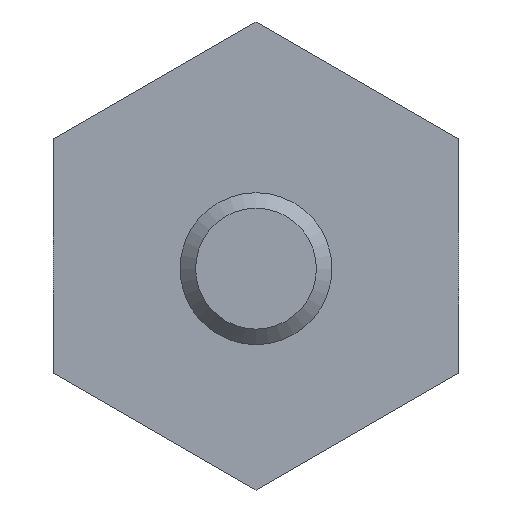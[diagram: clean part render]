
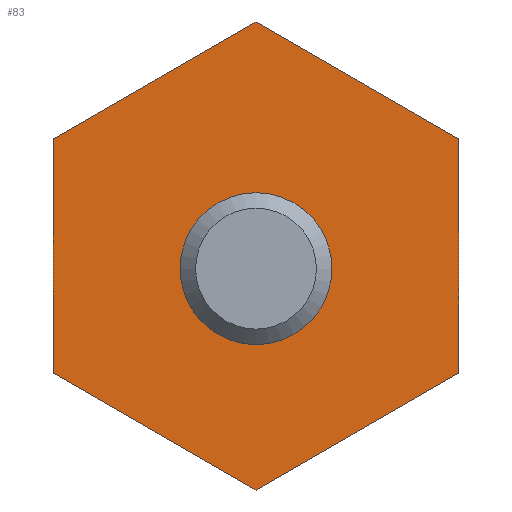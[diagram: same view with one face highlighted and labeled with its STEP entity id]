
A CAD part, front view. The second image highlights one B-rep face of the part: STEP entity #83.
In plain terms, the highlighted planar face has unit normal (0, -1, 0).
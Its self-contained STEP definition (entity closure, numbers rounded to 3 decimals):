
#83 = ADVANCED_FACE( '', ( #170, #171 ), #172, .F. );
#170 = FACE_BOUND( '', #255, .T. );
#171 = FACE_OUTER_BOUND( '', #256, .T. );
#172 = PLANE( '', #257 );
#255 = EDGE_LOOP( '', ( #410 ) );
#256 = EDGE_LOOP( '', ( #411, #412, #413, #414, #415, #416 ) );
#257 = AXIS2_PLACEMENT_3D( '', #417, #418, #419 );
#410 = ORIENTED_EDGE( '', *, *, #464, .F. );
#411 = ORIENTED_EDGE( '', *, *, #504, .F. );
#412 = ORIENTED_EDGE( '', *, *, #470, .F. );
#413 = ORIENTED_EDGE( '', *, *, #513, .F. );
#414 = ORIENTED_EDGE( '', *, *, #501, .F. );
#415 = ORIENTED_EDGE( '', *, *, #506, .F. );
#416 = ORIENTED_EDGE( '', *, *, #483, .F. );
#417 = CARTESIAN_POINT( '', ( 0., -4.8, 0. ) );
#418 = DIRECTION( '', ( 0., 1., 0. ) );
#419 = DIRECTION( '', ( 0., 0., 1. ) );
#464 = EDGE_CURVE( '', #538, #538, #539, .F. );
#470 = EDGE_CURVE( '', #547, #549, #550, .T. );
#483 = EDGE_CURVE( '', #568, #570, #571, .T. );
#501 = EDGE_CURVE( '', #595, #597, #598, .T. );
#504 = EDGE_CURVE( '', #549, #568, #601, .T. );
#506 = EDGE_CURVE( '', #570, #595, #603, .T. );
#513 = EDGE_CURVE( '', #597, #547, #611, .T. );
#538 = VERTEX_POINT( '', #644 );
#539 = CIRCLE( '', #645, 2.2 );
#547 = VERTEX_POINT( '', #654 );
#549 = VERTEX_POINT( '', #657 );
#550 = LINE( '', #658, #659 );
#568 = VERTEX_POINT( '', #683 );
#570 = VERTEX_POINT( '', #686 );
#571 = LINE( '', #687, #688 );
#595 = VERTEX_POINT( '', #720 );
#597 = VERTEX_POINT( '', #723 );
#598 = LINE( '', #724, #725 );
#601 = LINE( '', #729, #730 );
#603 = LINE( '', #732, #733 );
#611 = LINE( '', #744, #745 );
#644 = CARTESIAN_POINT( '', ( 0., -4.8, 2.2 ) );
#645 = AXIS2_PLACEMENT_3D( '', #764, #765, #766 );
#654 = CARTESIAN_POINT( '', ( 0., -4.8, -8.738 ) );
#657 = CARTESIAN_POINT( '', ( -8., -4.8, -4.119 ) );
#658 = CARTESIAN_POINT( '', ( 0., -4.8, -8.738 ) );
#659 = VECTOR( '', #772, 1000. );
#683 = CARTESIAN_POINT( '', ( -8., -4.8, 5.119 ) );
#686 = CARTESIAN_POINT( '', ( 0., -4.8, 9.738 ) );
#687 = CARTESIAN_POINT( '', ( -8., -4.8, 5.119 ) );
#688 = VECTOR( '', #786, 1000. );
#720 = CARTESIAN_POINT( '', ( 8., -4.8, 5.119 ) );
#723 = CARTESIAN_POINT( '', ( 8., -4.8, -4.119 ) );
#724 = CARTESIAN_POINT( '', ( 8., -4.8, 5.119 ) );
#725 = VECTOR( '', #802, 1000. );
#729 = CARTESIAN_POINT( '', ( -8., -4.8, -4.119 ) );
#730 = VECTOR( '', #804, 1000. );
#732 = CARTESIAN_POINT( '', ( 0., -4.8, 9.738 ) );
#733 = VECTOR( '', #805, 1000. );
#744 = CARTESIAN_POINT( '', ( 8., -4.8, -4.119 ) );
#745 = VECTOR( '', #809, 1000. );
#764 = CARTESIAN_POINT( '', ( 0., -4.8, 0. ) );
#765 = DIRECTION( '', ( 0., 1., 0. ) );
#766 = DIRECTION( '', ( 0., 0., 1. ) );
#772 = DIRECTION( '', ( -0.866, 0., 0.5 ) );
#786 = DIRECTION( '', ( 0.866, 0., 0.5 ) );
#802 = DIRECTION( '', ( 0., 0., -1. ) );
#804 = DIRECTION( '', ( 0., 0., 1. ) );
#805 = DIRECTION( '', ( 0.866, 0., -0.5 ) );
#809 = DIRECTION( '', ( -0.866, 0., -0.5 ) );
